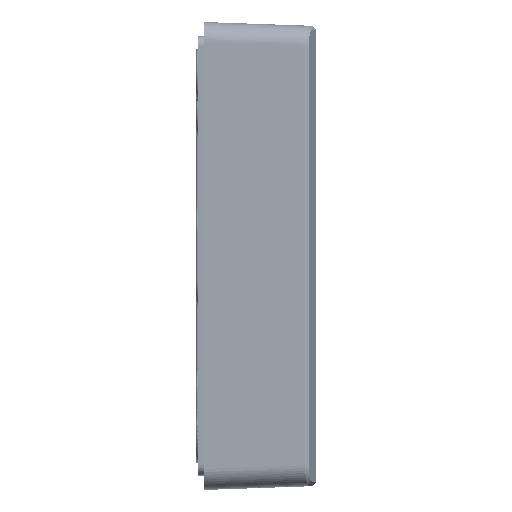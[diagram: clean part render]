
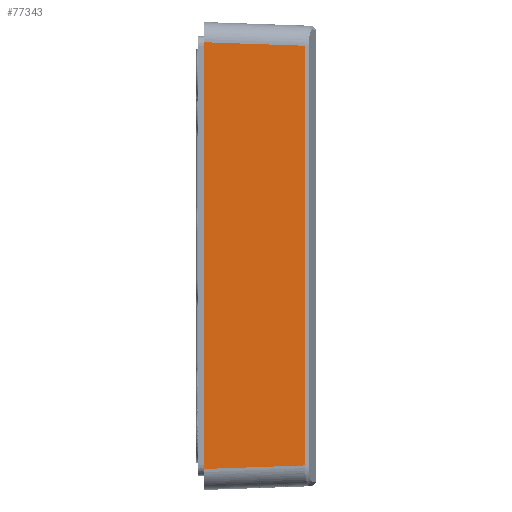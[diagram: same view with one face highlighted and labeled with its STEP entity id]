
A CAD part, top view. The second image highlights one B-rep face of the part: STEP entity #77343.
In plain terms, the highlighted planar face has unit normal (0.035, 0, 0.999).
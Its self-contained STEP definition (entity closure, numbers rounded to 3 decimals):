
#11974=CARTESIAN_POINT('',(-10.5,39.431,43.174));
#11988=CARTESIAN_POINT('',(-10.5,-39.431,43.174));
#25986=DIRECTION('',(-0.999,-0.035,0.035));
#25987=VECTOR('',#25986,18.758);
#25988=CARTESIAN_POINT('',(8.235,-38.777,
42.52));
#25989=LINE('',#25988,#25987);
#25990=DIRECTION('',(0.,1.,0.));
#25991=VECTOR('',#25990,78.862);
#25992=CARTESIAN_POINT('',(-10.5,-39.431,43.174));
#25993=LINE('',#25992,#25991);
#25994=DIRECTION('',(-0.999,0.035,0.035));
#25995=VECTOR('',#25994,18.758);
#25996=CARTESIAN_POINT('',(8.235,38.777,42.52));
#25997=LINE('',#25996,#25995);
#25998=DIRECTION('',(0.,1.,0.));
#25999=VECTOR('',#25998,77.5);
#26000=CARTESIAN_POINT('',(8.235,-38.75,
42.52));
#26001=LINE('',#26000,#25999);
#26002=CARTESIAN_POINT('',(8.235,-38.75,
42.52));
#26003=CARTESIAN_POINT('',(8.235,-38.754,
42.52));
#26004=CARTESIAN_POINT('',(8.235,-38.763,
42.52));
#26005=CARTESIAN_POINT('',(8.235,-38.772,
42.52));
#26006=CARTESIAN_POINT('',(8.235,-38.777,
42.52));
#26017=CARTESIAN_POINT('',(8.235,38.777,42.52));
#26023=CARTESIAN_POINT('',(8.235,38.75,42.52));
#26024=CARTESIAN_POINT('',(8.235,38.754,42.52));
#26025=CARTESIAN_POINT('',(8.235,38.763,42.52));
#26026=CARTESIAN_POINT('',(8.235,38.772,42.52));
#26027=CARTESIAN_POINT('',(8.235,38.777,42.52));
#27259=CARTESIAN_POINT('',(8.235,-38.75,
42.52));
#27260=CARTESIAN_POINT('',(8.235,38.75,42.52));
#27261=VERTEX_POINT('',#27259);
#27262=VERTEX_POINT('',#27260);
#28934=VERTEX_POINT('',#11988);
#28935=CARTESIAN_POINT('',(8.235,-38.777,
42.52));
#28936=VERTEX_POINT('',#28935);
#28943=VERTEX_POINT('',#11974);
#28947=VERTEX_POINT('',#26017);
#77326=CARTESIAN_POINT('',(8.8,45.087,42.5));
#77327=DIRECTION('',(0.035,0.,0.999));
#77328=DIRECTION('',(0.,-1.,0.));
#77329=AXIS2_PLACEMENT_3D('',#77326,#77327,#77328);
#77330=PLANE('',#77329);
#77331=ORIENTED_EDGE('',*,*,#77318,.T.);
#77332=ORIENTED_EDGE('',*,*,#51446,.T.);
#77334=ORIENTED_EDGE('',*,*,#77333,.F.);
#77336=ORIENTED_EDGE('',*,*,#77335,.F.);
#77338=ORIENTED_EDGE('',*,*,#77337,.F.);
#77340=ORIENTED_EDGE('',*,*,#77339,.T.);
#77341=EDGE_LOOP('',(#77331,#77332,#77334,#77336,#77338,#77340));
#77342=FACE_OUTER_BOUND('',#77341,.F.);
#77343=ADVANCED_FACE('',(#77342),#77330,.T.);
#26007=B_SPLINE_CURVE_WITH_KNOTS('',3,(#26002,#26003,#26004,#26005,#26006),
.UNSPECIFIED.,.F.,.F.,(4,1,4),(0.,0.5,1.),.UNSPECIFIED.);
#26028=B_SPLINE_CURVE_WITH_KNOTS('',3,(#26023,#26024,#26025,#26026,#26027),
.UNSPECIFIED.,.F.,.F.,(4,1,4),(0.,0.5,1.),.UNSPECIFIED.);
#51446=EDGE_CURVE('',#28934,#28943,#25993,.T.);
#77318=EDGE_CURVE('',#28936,#28934,#25989,.T.);
#77333=EDGE_CURVE('',#28947,#28943,#25997,.T.);
#77335=EDGE_CURVE('',#27262,#28947,#26028,.T.);
#77337=EDGE_CURVE('',#27261,#27262,#26001,.T.);
#77339=EDGE_CURVE('',#27261,#28936,#26007,.T.);
